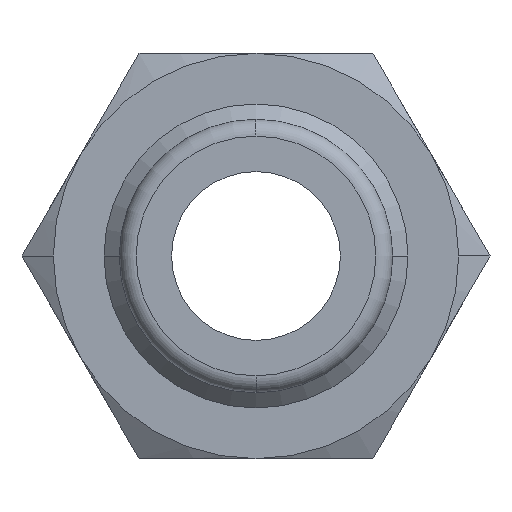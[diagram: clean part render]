
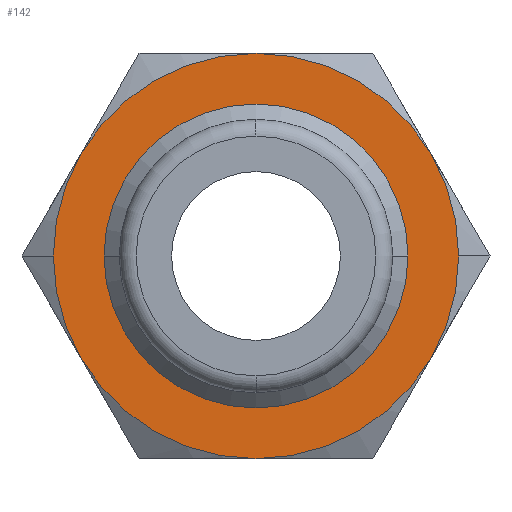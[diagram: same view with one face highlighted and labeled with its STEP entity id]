
A CAD part, front view. The second image highlights one B-rep face of the part: STEP entity #142.
In plain terms, the highlighted planar face has unit normal (0, -1, 0).
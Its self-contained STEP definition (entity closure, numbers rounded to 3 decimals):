
#142=ADVANCED_FACE('',(#293,#294),#295,.T.);
#293=FACE_OUTER_BOUND('',#448,.T.);
#294=FACE_BOUND('',#449,.T.);
#295=PLANE('',#450);
#448=EDGE_LOOP('',(#774,#775,#776,#777,#778,#779,#780,#781));
#449=EDGE_LOOP('',(#782,#783));
#450=AXIS2_PLACEMENT_3D('',#784,#785,#786);
#774=ORIENTED_EDGE('',*,*,#1003,.F.);
#775=ORIENTED_EDGE('',*,*,#1016,.F.);
#776=ORIENTED_EDGE('',*,*,#1017,.F.);
#777=ORIENTED_EDGE('',*,*,#950,.F.);
#778=ORIENTED_EDGE('',*,*,#928,.F.);
#779=ORIENTED_EDGE('',*,*,#910,.F.);
#780=ORIENTED_EDGE('',*,*,#895,.F.);
#781=ORIENTED_EDGE('',*,*,#924,.F.);
#782=ORIENTED_EDGE('',*,*,#1001,.F.);
#783=ORIENTED_EDGE('',*,*,#916,.F.);
#784=CARTESIAN_POINT('',(3.0,14.0,0.0));
#785=DIRECTION('',(-0.0,-1.0,-0.0));
#786=DIRECTION('',(-1.0,0.0,0.0));
#895=EDGE_CURVE('',#1051,#1039,#1053,.T.);
#910=EDGE_CURVE('',#1039,#1077,#1079,.T.);
#916=EDGE_CURVE('',#1084,#1086,#1087,.T.);
#924=EDGE_CURVE('',#1095,#1051,#1097,.T.);
#928=EDGE_CURVE('',#1077,#1100,#1103,.T.);
#950=EDGE_CURVE('',#1100,#1139,#1140,.T.);
#1001=EDGE_CURVE('',#1086,#1084,#1209,.T.);
#1003=EDGE_CURVE('',#1064,#1095,#1211,.T.);
#1016=EDGE_CURVE('',#1121,#1064,#1226,.T.);
#1017=EDGE_CURVE('',#1139,#1121,#1227,.T.);
#1039=VERTEX_POINT('',#1249);
#1051=VERTEX_POINT('',#1307);
#1053=CIRCLE('',#1320,6.0);
#1064=VERTEX_POINT('',#1333);
#1077=VERTEX_POINT('',#1392);
#1079=CIRCLE('',#1405,6.0);
#1084=VERTEX_POINT('',#1410);
#1086=VERTEX_POINT('',#1413);
#1087=CIRCLE('',#1414,4.5);
#1095=VERTEX_POINT('',#1456);
#1097=CIRCLE('',#1459,6.0);
#1100=VERTEX_POINT('',#1462);
#1103=CIRCLE('',#1477,6.0);
#1121=VERTEX_POINT('',#1519);
#1139=VERTEX_POINT('',#1573);
#1140=CIRCLE('',#1574,6.0);
#1209=CIRCLE('',#1684,4.5);
#1211=CIRCLE('',#1686,6.0);
#1226=CIRCLE('',#1714,6.0);
#1227=CIRCLE('',#1715,6.0);
#1249=CARTESIAN_POINT('',(0.0,14.0,-6.0));
#1307=CARTESIAN_POINT('',(5.196,14.0,-3.0));
#1320=AXIS2_PLACEMENT_3D('',#1753,#1754,#1755);
#1333=CARTESIAN_POINT('',(5.196,14.0,3.0));
#1392=CARTESIAN_POINT('',(-5.196,14.0,-3.0));
#1405=AXIS2_PLACEMENT_3D('',#1766,#1767,#1768);
#1410=CARTESIAN_POINT('',(4.5,14.0,0.));
#1413=CARTESIAN_POINT('',(-4.5,14.0,0.));
#1414=AXIS2_PLACEMENT_3D('',#1776,#1777,#1778);
#1456=CARTESIAN_POINT('',(6.0,14.0,0.));
#1459=AXIS2_PLACEMENT_3D('',#1781,#1782,#1783);
#1462=CARTESIAN_POINT('',(-6.0,14.0,0.));
#1477=AXIS2_PLACEMENT_3D('',#1785,#1786,#1787);
#1519=CARTESIAN_POINT('',(0.,14.0,6.0));
#1573=CARTESIAN_POINT('',(-5.196,14.0,3.0));
#1574=AXIS2_PLACEMENT_3D('',#1811,#1812,#1813);
#1684=AXIS2_PLACEMENT_3D('',#1894,#1895,#1896);
#1686=AXIS2_PLACEMENT_3D('',#1897,#1898,#1899);
#1714=AXIS2_PLACEMENT_3D('',#1914,#1915,#1916);
#1715=AXIS2_PLACEMENT_3D('',#1917,#1918,#1919);
#1753=CARTESIAN_POINT('',(0.0,14.0,0.0));
#1754=DIRECTION('',(-0.0,1.0,0.0));
#1755=DIRECTION('',(1.0,0.0,0.0));
#1766=CARTESIAN_POINT('',(0.0,14.0,0.0));
#1767=DIRECTION('',(-0.0,1.0,0.0));
#1768=DIRECTION('',(1.0,0.0,0.0));
#1776=CARTESIAN_POINT('',(0.0,14.0,0.0));
#1777=DIRECTION('',(0.0,-1.0,0.0));
#1778=DIRECTION('',(1.0,0.0,0.0));
#1781=CARTESIAN_POINT('',(0.0,14.0,0.0));
#1782=DIRECTION('',(-0.0,1.0,0.0));
#1783=DIRECTION('',(1.0,0.0,0.0));
#1785=CARTESIAN_POINT('',(0.0,14.0,0.0));
#1786=DIRECTION('',(-0.0,1.0,0.0));
#1787=DIRECTION('',(1.0,0.0,0.0));
#1811=CARTESIAN_POINT('',(0.0,14.0,0.0));
#1812=DIRECTION('',(-0.0,1.0,0.0));
#1813=DIRECTION('',(1.0,0.0,0.0));
#1894=CARTESIAN_POINT('',(0.0,14.0,0.0));
#1895=DIRECTION('',(0.0,-1.0,0.0));
#1896=DIRECTION('',(1.0,0.0,0.0));
#1897=CARTESIAN_POINT('',(0.0,14.0,0.0));
#1898=DIRECTION('',(-0.0,1.0,0.0));
#1899=DIRECTION('',(1.0,0.0,0.0));
#1914=CARTESIAN_POINT('',(0.0,14.0,0.0));
#1915=DIRECTION('',(-0.0,1.0,0.0));
#1916=DIRECTION('',(1.0,0.0,0.0));
#1917=CARTESIAN_POINT('',(0.0,14.0,0.0));
#1918=DIRECTION('',(-0.0,1.0,0.0));
#1919=DIRECTION('',(1.0,0.0,0.0));
